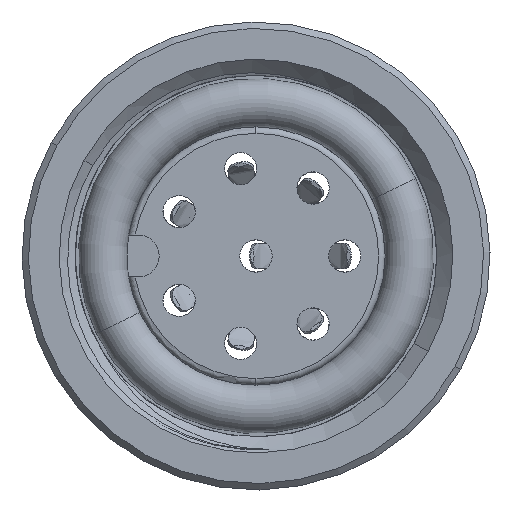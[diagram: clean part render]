
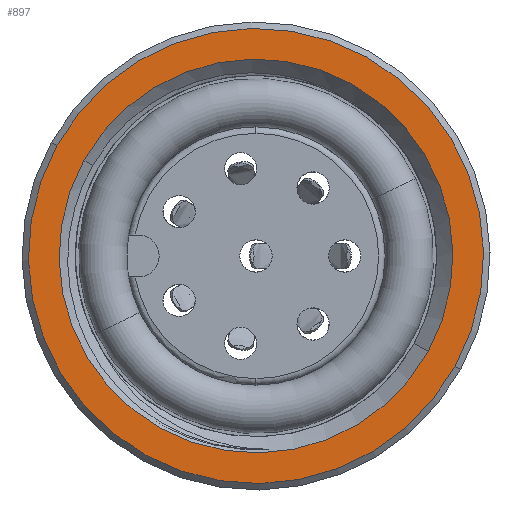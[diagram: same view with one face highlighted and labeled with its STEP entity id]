
A CAD part, left-side view. The second image highlights one B-rep face of the part: STEP entity #897.
In plain terms, the highlighted face is planar.
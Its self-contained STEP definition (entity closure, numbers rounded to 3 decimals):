
#124 = AXIS2_PLACEMENT_3D ( 'NONE', #461, #8043, #5484 ) ;
#125 = CARTESIAN_POINT ( 'NONE',  ( 11., 0., 0. ) ) ;
#236 = DIRECTION ( 'NONE',  ( 1., 0., 0. ) ) ;
#368 = EDGE_CURVE ( 'NONE', #6437, #3325, #7998, .T. ) ;
#461 = CARTESIAN_POINT ( 'NONE',  ( 11., 0., 0. ) ) ;
#751 = FACE_BOUND ( 'NONE', #6769, .T. ) ;
#809 = CARTESIAN_POINT ( 'NONE',  ( 11., 7.25, 0. ) ) ;
#897 = ADVANCED_FACE ( 'NONE', ( #7517, #751 ), #5906, .F. ) ;
#965 = DIRECTION ( 'NONE',  ( 0., 0., 1. ) ) ;
#982 = DIRECTION ( 'NONE',  ( 0., 0., 1. ) ) ;
#1227 = AXIS2_PLACEMENT_3D ( 'NONE', #5863, #7124, #3322 ) ;
#1506 = CARTESIAN_POINT ( 'NONE',  ( 11., 0., -6.1 ) ) ;
#1551 = VERTEX_POINT ( 'NONE', #1506 ) ;
#1647 = EDGE_CURVE ( 'NONE', #5754, #1551, #4496, .T. ) ;
#1992 = AXIS2_PLACEMENT_3D ( 'NONE', #809, #3344, #965 ) ;
#1995 = DIRECTION ( 'NONE',  ( 0., 0., 1. ) ) ;
#2470 = CARTESIAN_POINT ( 'NONE',  ( 11., 0., 7.05 ) ) ;
#2614 = AXIS2_PLACEMENT_3D ( 'NONE', #7858, #4758, #982 ) ;
#3232 = EDGE_LOOP ( 'NONE', ( #6299, #6303 ) ) ;
#3253 = CIRCLE ( 'NONE', #124, 6.1 ) ;
#3322 = DIRECTION ( 'NONE',  ( 0., 0., 1. ) ) ;
#3325 = VERTEX_POINT ( 'NONE', #2470 ) ;
#3344 = DIRECTION ( 'NONE',  ( -1., 0., 0. ) ) ;
#3448 = EDGE_CURVE ( 'NONE', #3325, #6437, #5485, .T. ) ;
#4496 = CIRCLE ( 'NONE', #2614, 6.1 ) ;
#4664 = AXIS2_PLACEMENT_3D ( 'NONE', #125, #236, #1995 ) ;
#4758 = DIRECTION ( 'NONE',  ( -1., 0., 0. ) ) ;
#5484 = DIRECTION ( 'NONE',  ( 0., 0., 1. ) ) ;
#5485 = CIRCLE ( 'NONE', #4664, 7.05 ) ;
#5568 = CARTESIAN_POINT ( 'NONE',  ( 11., 0., -7.05 ) ) ;
#5754 = VERTEX_POINT ( 'NONE', #7205 ) ;
#5863 = CARTESIAN_POINT ( 'NONE',  ( 11., 0., 0. ) ) ;
#5906 = PLANE ( 'NONE',  #1992 ) ;
#6299 = ORIENTED_EDGE ( 'NONE', *, *, #3448, .T. ) ;
#6303 = ORIENTED_EDGE ( 'NONE', *, *, #368, .T. ) ;
#6313 = EDGE_CURVE ( 'NONE', #1551, #5754, #3253, .T. ) ;
#6437 = VERTEX_POINT ( 'NONE', #5568 ) ;
#6769 = EDGE_LOOP ( 'NONE', ( #6897, #7375 ) ) ;
#6897 = ORIENTED_EDGE ( 'NONE', *, *, #6313, .T. ) ;
#7124 = DIRECTION ( 'NONE',  ( 1., 0., 0. ) ) ;
#7205 = CARTESIAN_POINT ( 'NONE',  ( 11., 0., 6.1 ) ) ;
#7375 = ORIENTED_EDGE ( 'NONE', *, *, #1647, .T. ) ;
#7517 = FACE_OUTER_BOUND ( 'NONE', #3232, .T. ) ;
#7858 = CARTESIAN_POINT ( 'NONE',  ( 11., 0., 0. ) ) ;
#7998 = CIRCLE ( 'NONE', #1227, 7.05 ) ;
#8043 = DIRECTION ( 'NONE',  ( -1., 0., 0. ) ) ;
